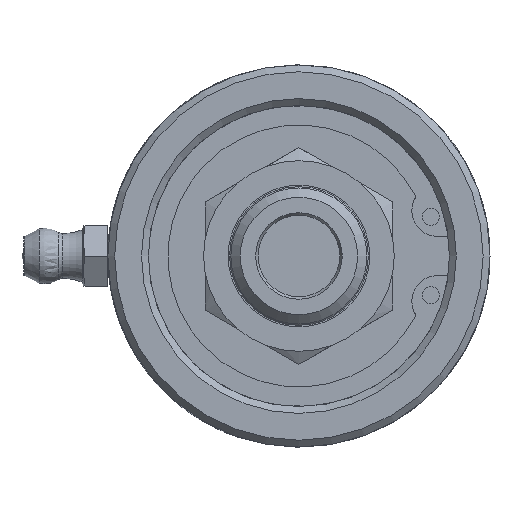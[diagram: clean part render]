
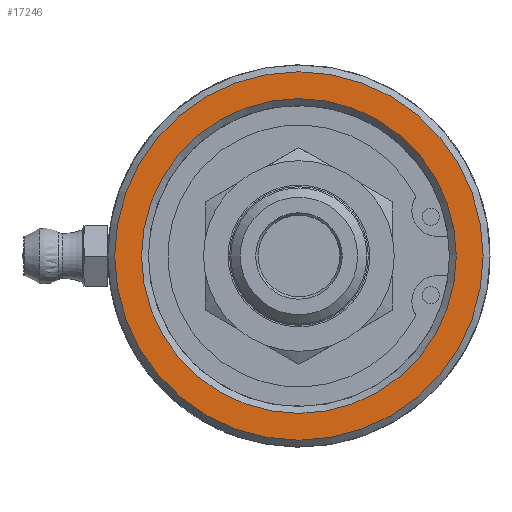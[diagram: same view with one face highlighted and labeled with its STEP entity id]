
A CAD part, left-side view. The second image highlights one B-rep face of the part: STEP entity #17246.
In plain terms, the highlighted planar face has unit normal (-1, 0, 0).
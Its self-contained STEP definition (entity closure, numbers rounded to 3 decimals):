
#573=FACE_BOUND('',#3837,.T.);
#2774=FACE_OUTER_BOUND('',#3836,.T.);
#3836=EDGE_LOOP('',(#15822));
#3837=EDGE_LOOP('',(#15823));
#4454=CIRCLE('',#18447,21.45);
#4455=CIRCLE('',#18449,18.325);
#8286=VERTEX_POINT('',#84583);
#8287=VERTEX_POINT('',#84587);
#10814=EDGE_CURVE('',#8286,#8286,#4454,.T.);
#10815=EDGE_CURVE('',#8287,#8287,#4455,.T.);
#15822=ORIENTED_EDGE('',*,*,#10814,.F.);
#15823=ORIENTED_EDGE('',*,*,#10815,.F.);
#16289=PLANE('',#18448);
#17246=ADVANCED_FACE('',(#2774,#573),#16289,.T.);
#18447=AXIS2_PLACEMENT_3D('',#84585,#21866,#21867);
#18448=AXIS2_PLACEMENT_3D('',#84586,#21868,#21869);
#18449=AXIS2_PLACEMENT_3D('',#84588,#21870,#21871);
#21866=DIRECTION('center_axis',(1.,0.,0.));
#21867=DIRECTION('ref_axis',(0.,-1.,0.));
#21868=DIRECTION('center_axis',(-1.,0.,0.));
#21869=DIRECTION('ref_axis',(0.,0.,1.));
#21870=DIRECTION('center_axis',(-1.,0.,0.));
#21871=DIRECTION('ref_axis',(0.,-1.,0.));
#84583=CARTESIAN_POINT('',(0.,21.45,0.));
#84585=CARTESIAN_POINT('Origin',(0.,0.,0.));
#84586=CARTESIAN_POINT('Origin',(0.,19.888,0.));
#84587=CARTESIAN_POINT('',(0.,18.325,0.));
#84588=CARTESIAN_POINT('Origin',(0.,0.,0.));
